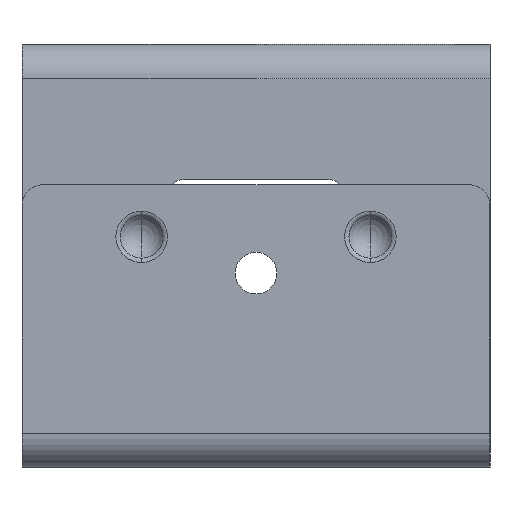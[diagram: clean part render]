
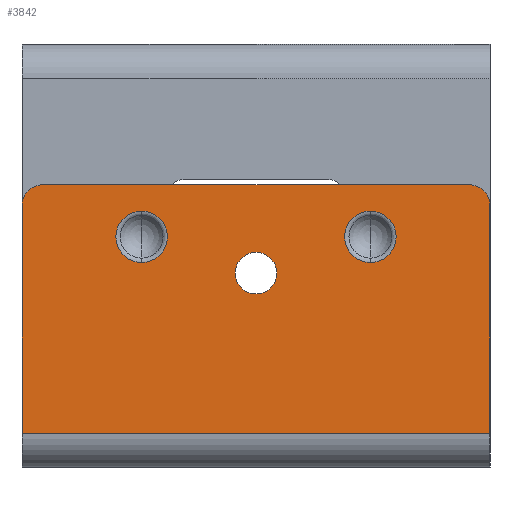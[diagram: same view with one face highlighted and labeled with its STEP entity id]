
A CAD part, left-side view. The second image highlights one B-rep face of the part: STEP entity #3842.
In plain terms, the highlighted planar face has unit normal (-1, 0, 0).
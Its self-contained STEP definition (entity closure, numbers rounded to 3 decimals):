
#73=FACE_BOUND('',#566,.T.);
#74=FACE_BOUND('',#567,.T.);
#75=FACE_BOUND('',#568,.T.);
#339=FACE_OUTER_BOUND('',#565,.T.);
#565=EDGE_LOOP('',(#3249,#3250,#3251,#3252,#3253,#3254));
#566=EDGE_LOOP('',(#3255,#3256));
#567=EDGE_LOOP('',(#3257,#3258));
#568=EDGE_LOOP('',(#3259,#3260));
#764=CIRCLE('',#4154,2.);
#765=CIRCLE('',#4156,2.);
#766=CIRCLE('',#4158,2.);
#767=CIRCLE('',#4159,2.);
#768=CIRCLE('',#4160,2.472);
#769=CIRCLE('',#4161,2.472);
#770=CIRCLE('',#4162,2.472);
#771=CIRCLE('',#4163,2.472);
#826=LINE('',#5352,#1178);
#827=LINE('',#5356,#1179);
#1120=LINE('',#7429,#1472);
#1121=LINE('',#7432,#1473);
#1178=VECTOR('',#4299,21.9);
#1179=VECTOR('',#4304,45.);
#1472=VECTOR('',#5037,41.);
#1473=VECTOR('',#5040,21.9);
#1535=VERTEX_POINT('',#5349);
#1536=VERTEX_POINT('',#5351);
#1537=VERTEX_POINT('',#5355);
#1848=VERTEX_POINT('',#7418);
#1849=VERTEX_POINT('',#7420);
#1850=VERTEX_POINT('',#7426);
#1851=VERTEX_POINT('',#7428);
#1852=VERTEX_POINT('',#7430);
#1853=VERTEX_POINT('',#7433);
#1854=VERTEX_POINT('',#7434);
#1855=VERTEX_POINT('',#7437);
#1856=VERTEX_POINT('',#7438);
#1905=EDGE_CURVE('',#1536,#1535,#826,.T.);
#1907=EDGE_CURVE('',#1537,#1536,#827,.T.);
#2346=EDGE_CURVE('',#1849,#1848,#764,.T.);
#2348=EDGE_CURVE('',#1848,#1849,#765,.T.);
#2349=EDGE_CURVE('',#1535,#1850,#766,.T.);
#2350=EDGE_CURVE('',#1850,#1851,#1120,.T.);
#2351=EDGE_CURVE('',#1851,#1852,#767,.T.);
#2352=EDGE_CURVE('',#1537,#1852,#1121,.T.);
#2353=EDGE_CURVE('',#1853,#1854,#768,.T.);
#2354=EDGE_CURVE('',#1854,#1853,#769,.T.);
#2355=EDGE_CURVE('',#1855,#1856,#770,.T.);
#2356=EDGE_CURVE('',#1856,#1855,#771,.T.);
#3249=ORIENTED_EDGE('',*,*,#1905,.T.);
#3250=ORIENTED_EDGE('',*,*,#2349,.T.);
#3251=ORIENTED_EDGE('',*,*,#2350,.T.);
#3252=ORIENTED_EDGE('',*,*,#2351,.T.);
#3253=ORIENTED_EDGE('',*,*,#2352,.F.);
#3254=ORIENTED_EDGE('',*,*,#1907,.T.);
#3255=ORIENTED_EDGE('',*,*,#2353,.T.);
#3256=ORIENTED_EDGE('',*,*,#2354,.T.);
#3257=ORIENTED_EDGE('',*,*,#2355,.T.);
#3258=ORIENTED_EDGE('',*,*,#2356,.T.);
#3259=ORIENTED_EDGE('',*,*,#2348,.T.);
#3260=ORIENTED_EDGE('',*,*,#2346,.T.);
#3691=PLANE('',#4157);
#3842=ADVANCED_FACE('',(#339,#73,#74,#75),#3691,.T.);
#4154=AXIS2_PLACEMENT_3D('',#7421,#5026,#5027);
#4156=AXIS2_PLACEMENT_3D('',#7424,#5031,#5032);
#4157=AXIS2_PLACEMENT_3D('',#7425,#5033,#5034);
#4158=AXIS2_PLACEMENT_3D('',#7427,#5035,#5036);
#4159=AXIS2_PLACEMENT_3D('',#7431,#5038,#5039);
#4160=AXIS2_PLACEMENT_3D('',#7435,#5041,#5042);
#4161=AXIS2_PLACEMENT_3D('',#7436,#5043,#5044);
#4162=AXIS2_PLACEMENT_3D('',#7439,#5045,#5046);
#4163=AXIS2_PLACEMENT_3D('',#7440,#5047,#5048);
#4299=DIRECTION('',(0.,0.,1.));
#4304=DIRECTION('',(0.,-1.,0.));
#5026=DIRECTION('center_axis',(1.,0.,0.));
#5027=DIRECTION('ref_axis',(0.,1.,0.));
#5031=DIRECTION('center_axis',(1.,0.,0.));
#5032=DIRECTION('ref_axis',(0.,-1.,0.));
#5033=DIRECTION('center_axis',(-1.,0.,0.));
#5034=DIRECTION('ref_axis',(0.,0.,1.));
#5035=DIRECTION('center_axis',(-1.,0.,0.));
#5036=DIRECTION('ref_axis',(0.,-1.,0.));
#5037=DIRECTION('',(0.,1.,0.));
#5038=DIRECTION('center_axis',(-1.,0.,0.));
#5039=DIRECTION('ref_axis',(0.,0.,1.));
#5040=DIRECTION('',(0.,0.,1.));
#5041=DIRECTION('center_axis',(1.,0.,0.));
#5042=DIRECTION('ref_axis',(0.,0.,1.));
#5043=DIRECTION('center_axis',(1.,0.,0.));
#5044=DIRECTION('ref_axis',(0.,0.,-1.));
#5045=DIRECTION('center_axis',(1.,0.,0.));
#5046=DIRECTION('ref_axis',(0.,0.,1.));
#5047=DIRECTION('center_axis',(1.,0.,0.));
#5048=DIRECTION('ref_axis',(0.,0.,-1.));
#5349=CARTESIAN_POINT('',(0.,-22.5,-2.));
#5351=CARTESIAN_POINT('',(0.,-22.5,-23.9));
#5352=CARTESIAN_POINT('',(0.,-22.5,-23.9));
#5355=CARTESIAN_POINT('',(0.,22.5,-23.9));
#5356=CARTESIAN_POINT('',(0.,22.5,-23.9));
#7418=CARTESIAN_POINT('',(0.,-2.,-8.5));
#7420=CARTESIAN_POINT('',(0.,2.,-8.5));
#7421=CARTESIAN_POINT('Origin',(0.,0.,-8.5));
#7424=CARTESIAN_POINT('Origin',(0.,0.,-8.5));
#7425=CARTESIAN_POINT('Origin',(0.,-22.5,-27.2));
#7426=CARTESIAN_POINT('',(0.,-20.5,0.));
#7427=CARTESIAN_POINT('Origin',(0.,-20.5,-2.));
#7428=CARTESIAN_POINT('',(0.,20.5,0.));
#7429=CARTESIAN_POINT('',(0.,-20.5,0.));
#7430=CARTESIAN_POINT('',(0.,22.5,-2.));
#7431=CARTESIAN_POINT('Origin',(0.,20.5,-2.));
#7432=CARTESIAN_POINT('',(0.,22.5,-23.9));
#7433=CARTESIAN_POINT('',(0.,-11.,-2.528));
#7434=CARTESIAN_POINT('',(0.,-11.,-7.472));
#7435=CARTESIAN_POINT('Origin',(0.,-11.,-5.));
#7436=CARTESIAN_POINT('Origin',(0.,-11.,-5.));
#7437=CARTESIAN_POINT('',(0.,11.,-2.528));
#7438=CARTESIAN_POINT('',(0.,11.,-7.472));
#7439=CARTESIAN_POINT('Origin',(0.,11.,-5.));
#7440=CARTESIAN_POINT('Origin',(0.,11.,-5.));
